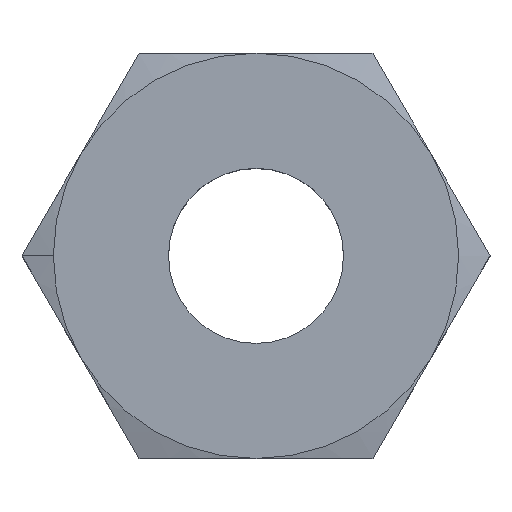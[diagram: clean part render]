
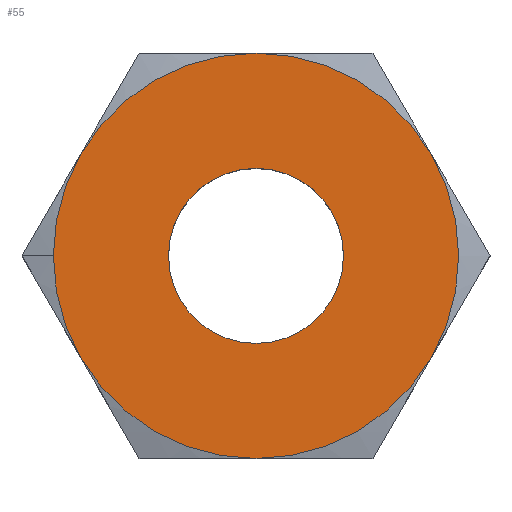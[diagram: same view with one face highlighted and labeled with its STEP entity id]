
A CAD part, top view. The second image highlights one B-rep face of the part: STEP entity #55.
In plain terms, the highlighted planar face has unit normal (0, 0, 1).
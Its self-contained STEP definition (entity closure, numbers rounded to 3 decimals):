
#2 = AXIS2_PLACEMENT_3D ( 'NONE', #488, #659, #371 ) ;
#10 = DIRECTION ( 'NONE',  ( -1., 0., 0. ) ) ;
#12 = CARTESIAN_POINT ( 'NONE',  ( 0., -1.308, 0.565 ) ) ;
#17 = VERTEX_POINT ( 'NONE', #99 ) ;
#22 = CARTESIAN_POINT ( 'NONE',  ( -0.565, 0., 0.565 ) ) ;
#25 = VERTEX_POINT ( 'NONE', #360 ) ;
#29 = DIRECTION ( 'NONE',  ( 0., 0., 1. ) ) ;
#46 = CIRCLE ( 'NONE', #128, 0.565 ) ;
#49 = ORIENTED_EDGE ( 'NONE', *, *, #616, .T. ) ;
#55 = ADVANCED_FACE ( 'NONE', ( #752, #339 ), #247, .T. ) ;
#69 = CARTESIAN_POINT ( 'NONE',  ( 0., 1.308, 0.565 ) ) ;
#85 = VERTEX_POINT ( 'NONE', #651 ) ;
#98 = EDGE_CURVE ( 'NONE', #618, #656, #243, .T. ) ;
#99 = CARTESIAN_POINT ( 'NONE',  ( 1.133, 0.654, 0.565 ) ) ;
#107 = EDGE_CURVE ( 'NONE', #294, #85, #201, .T. ) ;
#114 = ORIENTED_EDGE ( 'NONE', *, *, #694, .F. ) ;
#118 = CIRCLE ( 'NONE', #227, 1.308 ) ;
#120 = CIRCLE ( 'NONE', #2, 1.308 ) ;
#128 = AXIS2_PLACEMENT_3D ( 'NONE', #204, #607, #544 ) ;
#132 = AXIS2_PLACEMENT_3D ( 'NONE', #359, #583, #478 ) ;
#143 = VERTEX_POINT ( 'NONE', #22 ) ;
#152 = EDGE_CURVE ( 'NONE', #294, #158, #365, .T. ) ;
#158 = VERTEX_POINT ( 'NONE', #69 ) ;
#165 = EDGE_CURVE ( 'NONE', #656, #459, #118, .T. ) ;
#194 = ORIENTED_EDGE ( 'NONE', *, *, #756, .F. ) ;
#196 = CARTESIAN_POINT ( 'NONE',  ( 0., 0., 0.565 ) ) ;
#200 = DIRECTION ( 'NONE',  ( 0., 0., 1. ) ) ;
#201 = CIRCLE ( 'NONE', #325, 1.308 ) ;
#204 = CARTESIAN_POINT ( 'NONE',  ( 0., 0., 0.565 ) ) ;
#213 = DIRECTION ( 'NONE',  ( 0., 0., 1. ) ) ;
#227 = AXIS2_PLACEMENT_3D ( 'NONE', #338, #744, #555 ) ;
#241 = EDGE_CURVE ( 'NONE', #85, #618, #430, .T. ) ;
#243 = CIRCLE ( 'NONE', #286, 1.308 ) ;
#247 = PLANE ( 'NONE',  #670 ) ;
#286 = AXIS2_PLACEMENT_3D ( 'NONE', #483, #29, #439 ) ;
#294 = VERTEX_POINT ( 'NONE', #687 ) ;
#297 = AXIS2_PLACEMENT_3D ( 'NONE', #333, #200, #330 ) ;
#314 = CARTESIAN_POINT ( 'NONE',  ( -1.133, -0.654, 0.565 ) ) ;
#324 = DIRECTION ( 'NONE',  ( 1., 0., 0. ) ) ;
#325 = AXIS2_PLACEMENT_3D ( 'NONE', #441, #608, #324 ) ;
#329 = CIRCLE ( 'NONE', #132, 1.308 ) ;
#330 = DIRECTION ( 'NONE',  ( 1., 0., 0. ) ) ;
#333 = CARTESIAN_POINT ( 'NONE',  ( 0., 0., 0.565 ) ) ;
#338 = CARTESIAN_POINT ( 'NONE',  ( 0., 0., 0.565 ) ) ;
#339 = FACE_OUTER_BOUND ( 'NONE', #597, .T. ) ;
#350 = AXIS2_PLACEMENT_3D ( 'NONE', #675, #213, #679 ) ;
#359 = CARTESIAN_POINT ( 'NONE',  ( 0., 0., 0.565 ) ) ;
#360 = CARTESIAN_POINT ( 'NONE',  ( 0.565, 0., 0.565 ) ) ;
#365 = CIRCLE ( 'NONE', #658, 1.308 ) ;
#370 = EDGE_LOOP ( 'NONE', ( #114, #194 ) ) ;
#371 = DIRECTION ( 'NONE',  ( 1., 0., 0. ) ) ;
#389 = DIRECTION ( 'NONE',  ( 1., 0., 0. ) ) ;
#407 = ORIENTED_EDGE ( 'NONE', *, *, #107, .T. ) ;
#416 = ORIENTED_EDGE ( 'NONE', *, *, #241, .T. ) ;
#430 = CIRCLE ( 'NONE', #350, 1.308 ) ;
#439 = DIRECTION ( 'NONE',  ( 1., 0., 0. ) ) ;
#441 = CARTESIAN_POINT ( 'NONE',  ( 0., 0., 0.565 ) ) ;
#459 = VERTEX_POINT ( 'NONE', #522 ) ;
#478 = DIRECTION ( 'NONE',  ( 1., 0., 0. ) ) ;
#483 = CARTESIAN_POINT ( 'NONE',  ( 0., 0., 0.565 ) ) ;
#488 = CARTESIAN_POINT ( 'NONE',  ( 0., 0., 0.565 ) ) ;
#493 = EDGE_CURVE ( 'NONE', #17, #158, #329, .T. ) ;
#505 = ORIENTED_EDGE ( 'NONE', *, *, #165, .T. ) ;
#515 = ORIENTED_EDGE ( 'NONE', *, *, #98, .T. ) ;
#522 = CARTESIAN_POINT ( 'NONE',  ( 1.133, -0.654, 0.565 ) ) ;
#531 = CARTESIAN_POINT ( 'NONE',  ( 0., 0., 0.565 ) ) ;
#544 = DIRECTION ( 'NONE',  ( 1., 0., 0. ) ) ;
#555 = DIRECTION ( 'NONE',  ( 1., 0., 0. ) ) ;
#583 = DIRECTION ( 'NONE',  ( 0., 0., 1. ) ) ;
#597 = EDGE_LOOP ( 'NONE', ( #49, #698, #760, #407, #416, #515, #505 ) ) ;
#607 = DIRECTION ( 'NONE',  ( 0., 0., 1. ) ) ;
#608 = DIRECTION ( 'NONE',  ( 0., 0., 1. ) ) ;
#616 = EDGE_CURVE ( 'NONE', #459, #17, #120, .T. ) ;
#618 = VERTEX_POINT ( 'NONE', #314 ) ;
#644 = CIRCLE ( 'NONE', #297, 0.565 ) ;
#651 = CARTESIAN_POINT ( 'NONE',  ( -1.308, 0., 0.565 ) ) ;
#654 = DIRECTION ( 'NONE',  ( 0., 0., 1. ) ) ;
#656 = VERTEX_POINT ( 'NONE', #12 ) ;
#658 = AXIS2_PLACEMENT_3D ( 'NONE', #531, #736, #10 ) ;
#659 = DIRECTION ( 'NONE',  ( 0., 0., 1. ) ) ;
#670 = AXIS2_PLACEMENT_3D ( 'NONE', #196, #654, #389 ) ;
#675 = CARTESIAN_POINT ( 'NONE',  ( 0., 0., 0.565 ) ) ;
#679 = DIRECTION ( 'NONE',  ( 1., 0., 0. ) ) ;
#687 = CARTESIAN_POINT ( 'NONE',  ( -1.133, 0.654, 0.565 ) ) ;
#694 = EDGE_CURVE ( 'NONE', #25, #143, #644, .T. ) ;
#698 = ORIENTED_EDGE ( 'NONE', *, *, #493, .T. ) ;
#736 = DIRECTION ( 'NONE',  ( 0., 0., -1. ) ) ;
#744 = DIRECTION ( 'NONE',  ( 0., 0., 1. ) ) ;
#752 = FACE_BOUND ( 'NONE', #370, .T. ) ;
#756 = EDGE_CURVE ( 'NONE', #143, #25, #46, .T. ) ;
#760 = ORIENTED_EDGE ( 'NONE', *, *, #152, .F. ) ;
